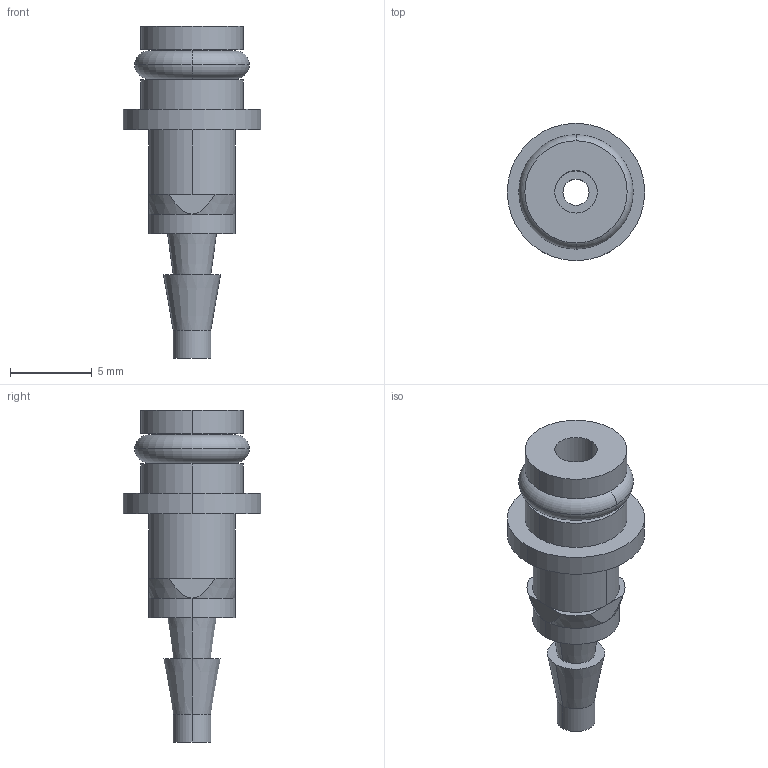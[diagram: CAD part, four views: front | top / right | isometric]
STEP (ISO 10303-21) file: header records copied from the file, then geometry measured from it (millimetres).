
FILE_DESCRIPTION(('Creo Elements/Direct Modeling STEP Export'),'2;1');
FILE_NAME('0ln7uvk4b4knjoh4620','2017-06-09T 9:30:31',(''),(''),'PTC Creo Elements/Direct Modeling STEP processor for AP214 (Solid Model)','PTC Creo Elements/Direct Modeling 19.0E 27-Jun-2016 (C) Parametric Technology GmbH','');
FILE_SCHEMA(('AUTOMOTIVE_DESIGN { 1 0 10303 214 1 1 1 1 }'));
Length unit declared in the file: millimetre
Products named in the file (2): CX_3.0_PM
Assembly tree (1 placements, depth 2):
  CX_3.0_PM
    CX_3.0_PM
Bounding box: 8.4 x 8.4 x 20.3 mm (x, y, z)
Volume: 335.4 mm3; surface area: 639.9 mm2
Topology: 1 solids, 1 shells, 51 faces, 111 edges, 69 vertices
Faces by surface type: cylinder 20, plane 17, cone 8, torus 6
Entity records: 1720 total; most frequent: CARTESIAN_POINT 676, ORIENTED_EDGE 222, DIRECTION 192, EDGE_CURVE 111, AXIS2_PLACEMENT_3D 82, VERTEX_POINT 69, EDGE_LOOP 60, FACE_OUTER_BOUND 51
